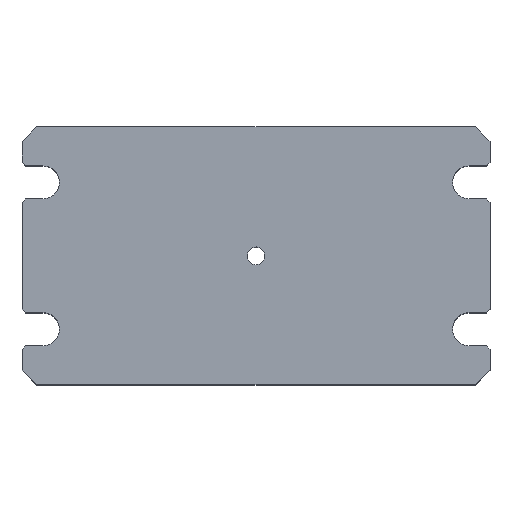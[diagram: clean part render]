
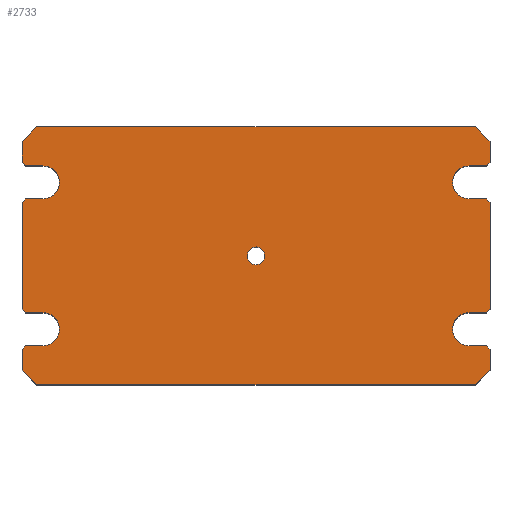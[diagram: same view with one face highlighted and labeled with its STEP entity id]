
A CAD part, top view. The second image highlights one B-rep face of the part: STEP entity #2733.
In plain terms, the highlighted planar face has unit normal (0, 0, 1).
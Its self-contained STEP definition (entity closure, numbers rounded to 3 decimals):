
#2200 = VERTEX_POINT('',#2201);
#2201 = CARTESIAN_POINT('',(62.5,-25.,34.));
#2207 = EDGE_CURVE('',#2200,#2208,#2210,.T.);
#2208 = VERTEX_POINT('',#2209);
#2209 = CARTESIAN_POINT('',(61.5,-24.,34.));
#2210 = LINE('',#2211,#2212);
#2211 = CARTESIAN_POINT('',(40.375,-2.875,34.));
#2212 = VECTOR('',#2213,1.);
#2213 = DIRECTION('',(-0.707,0.707,0.));
#2231 = EDGE_CURVE('',#2200,#2232,#2234,.T.);
#2232 = VERTEX_POINT('',#2233);
#2233 = CARTESIAN_POINT('',(62.5,-30.5,34.));
#2234 = LINE('',#2235,#2236);
#2235 = CARTESIAN_POINT('',(62.5,34.5,34.));
#2236 = VECTOR('',#2237,1.);
#2237 = DIRECTION('',(0.,-1.,0.));
#2255 = EDGE_CURVE('',#2208,#2256,#2258,.T.);
#2256 = VERTEX_POINT('',#2257);
#2257 = CARTESIAN_POINT('',(56.9,-24.,34.));
#2258 = LINE('',#2259,#2260);
#2259 = CARTESIAN_POINT('',(31.25,-24.,34.));
#2260 = VECTOR('',#2261,1.);
#2261 = DIRECTION('',(-1.,0.,0.));
#2279 = VERTEX_POINT('',#2280);
#2280 = CARTESIAN_POINT('',(58.5,-34.5,34.));
#2286 = EDGE_CURVE('',#2279,#2232,#2287,.T.);
#2287 = LINE('',#2288,#2289);
#2288 = CARTESIAN_POINT('',(53.5,-39.5,34.));
#2289 = VECTOR('',#2290,1.);
#2290 = DIRECTION('',(0.707,0.707,0.));
#2303 = EDGE_CURVE('',#2256,#2304,#2306,.T.);
#2304 = VERTEX_POINT('',#2305);
#2305 = CARTESIAN_POINT('',(56.9,-15.2,34.));
#2306 = CIRCLE('',#2307,4.4);
#2307 = AXIS2_PLACEMENT_3D('',#2308,#2309,#2310);
#2308 = CARTESIAN_POINT('',(56.9,-19.6,34.));
#2309 = DIRECTION('',(0.,0.,-1.));
#2310 = DIRECTION('',(-1.,0.,0.));
#2328 = EDGE_CURVE('',#2279,#2329,#2331,.T.);
#2329 = VERTEX_POINT('',#2330);
#2330 = CARTESIAN_POINT('',(-58.5,-34.5,34.));
#2331 = LINE('',#2332,#2333);
#2332 = CARTESIAN_POINT('',(62.5,-34.5,34.));
#2333 = VECTOR('',#2334,1.);
#2334 = DIRECTION('',(-1.,0.,0.));
#2384 = VERTEX_POINT('',#2385);
#2385 = CARTESIAN_POINT('',(61.5,-15.2,34.));
#2391 = EDGE_CURVE('',#2384,#2304,#2392,.T.);
#2392 = LINE('',#2393,#2394);
#2393 = CARTESIAN_POINT('',(31.25,-15.2,34.));
#2394 = VECTOR('',#2395,1.);
#2395 = DIRECTION('',(-1.,0.,0.));
#2432 = EDGE_CURVE('',#2384,#2433,#2435,.T.);
#2433 = VERTEX_POINT('',#2434);
#2434 = CARTESIAN_POINT('',(62.5,-14.2,34.));
#2435 = LINE('',#2436,#2437);
#2436 = CARTESIAN_POINT('',(50.175,-26.525,34.));
#2437 = VECTOR('',#2438,1.);
#2438 = DIRECTION('',(0.707,0.707,0.));
#2513 = VERTEX_POINT('',#2514);
#2514 = CARTESIAN_POINT('',(62.5,14.2,34.));
#2520 = EDGE_CURVE('',#2513,#2433,#2521,.T.);
#2521 = LINE('',#2522,#2523);
#2522 = CARTESIAN_POINT('',(62.5,34.5,34.));
#2523 = VECTOR('',#2524,1.);
#2524 = DIRECTION('',(0.,-1.,0.));
#2733 = ADVANCED_FACE('',(#2734,#2930),#2941,.F.);
#2734 = FACE_BOUND('',#2735,.F.);
#2735 = EDGE_LOOP('',(#2736,#2737,#2738,#2739,#2747,#2755,#2763,#2771,
    #2780,#2788,#2796,#2804,#2812,#2820,#2829,#2837,#2845,#2853,#2861,
    #2869,#2877,#2885,#2893,#2901,#2910,#2918,#2924,#2925,#2926,#2927,
    #2928,#2929));
#2736 = ORIENTED_EDGE('',*,*,#2231,.T.);
#2737 = ORIENTED_EDGE('',*,*,#2286,.F.);
#2738 = ORIENTED_EDGE('',*,*,#2328,.T.);
#2739 = ORIENTED_EDGE('',*,*,#2740,.F.);
#2740 = EDGE_CURVE('',#2741,#2329,#2743,.T.);
#2741 = VERTEX_POINT('',#2742);
#2742 = CARTESIAN_POINT('',(-62.5,-30.5,34.));
#2743 = LINE('',#2744,#2745);
#2744 = CARTESIAN_POINT('',(-53.5,-39.5,34.));
#2745 = VECTOR('',#2746,1.);
#2746 = DIRECTION('',(0.707,-0.707,-0.));
#2747 = ORIENTED_EDGE('',*,*,#2748,.T.);
#2748 = EDGE_CURVE('',#2741,#2749,#2751,.T.);
#2749 = VERTEX_POINT('',#2750);
#2750 = CARTESIAN_POINT('',(-62.5,-25.,34.));
#2751 = LINE('',#2752,#2753);
#2752 = CARTESIAN_POINT('',(-62.5,-34.5,34.));
#2753 = VECTOR('',#2754,1.);
#2754 = DIRECTION('',(0.,1.,0.));
#2755 = ORIENTED_EDGE('',*,*,#2756,.F.);
#2756 = EDGE_CURVE('',#2757,#2749,#2759,.T.);
#2757 = VERTEX_POINT('',#2758);
#2758 = CARTESIAN_POINT('',(-61.5,-24.,34.));
#2759 = LINE('',#2760,#2761);
#2760 = CARTESIAN_POINT('',(-40.375,-2.875,34.));
#2761 = VECTOR('',#2762,1.);
#2762 = DIRECTION('',(-0.707,-0.707,0.));
#2763 = ORIENTED_EDGE('',*,*,#2764,.T.);
#2764 = EDGE_CURVE('',#2757,#2765,#2767,.T.);
#2765 = VERTEX_POINT('',#2766);
#2766 = CARTESIAN_POINT('',(-56.9,-24.,34.));
#2767 = LINE('',#2768,#2769);
#2768 = CARTESIAN_POINT('',(-31.25,-24.,34.));
#2769 = VECTOR('',#2770,1.);
#2770 = DIRECTION('',(1.,0.,0.));
#2771 = ORIENTED_EDGE('',*,*,#2772,.F.);
#2772 = EDGE_CURVE('',#2773,#2765,#2775,.T.);
#2773 = VERTEX_POINT('',#2774);
#2774 = CARTESIAN_POINT('',(-56.9,-15.2,34.));
#2775 = CIRCLE('',#2776,4.4);
#2776 = AXIS2_PLACEMENT_3D('',#2777,#2778,#2779);
#2777 = CARTESIAN_POINT('',(-56.9,-19.6,34.));
#2778 = DIRECTION('',(0.,0.,-1.));
#2779 = DIRECTION('',(1.,0.,0.));
#2780 = ORIENTED_EDGE('',*,*,#2781,.F.);
#2781 = EDGE_CURVE('',#2782,#2773,#2784,.T.);
#2782 = VERTEX_POINT('',#2783);
#2783 = CARTESIAN_POINT('',(-61.5,-15.2,34.));
#2784 = LINE('',#2785,#2786);
#2785 = CARTESIAN_POINT('',(-31.25,-15.2,34.));
#2786 = VECTOR('',#2787,1.);
#2787 = DIRECTION('',(1.,0.,0.));
#2788 = ORIENTED_EDGE('',*,*,#2789,.F.);
#2789 = EDGE_CURVE('',#2790,#2782,#2792,.T.);
#2790 = VERTEX_POINT('',#2791);
#2791 = CARTESIAN_POINT('',(-62.5,-14.2,34.));
#2792 = LINE('',#2793,#2794);
#2793 = CARTESIAN_POINT('',(-50.175,-26.525,34.));
#2794 = VECTOR('',#2795,1.);
#2795 = DIRECTION('',(0.707,-0.707,-0.));
#2796 = ORIENTED_EDGE('',*,*,#2797,.T.);
#2797 = EDGE_CURVE('',#2790,#2798,#2800,.T.);
#2798 = VERTEX_POINT('',#2799);
#2799 = CARTESIAN_POINT('',(-62.5,14.2,34.));
#2800 = LINE('',#2801,#2802);
#2801 = CARTESIAN_POINT('',(-62.5,-34.5,34.));
#2802 = VECTOR('',#2803,1.);
#2803 = DIRECTION('',(0.,1.,0.));
#2804 = ORIENTED_EDGE('',*,*,#2805,.F.);
#2805 = EDGE_CURVE('',#2806,#2798,#2808,.T.);
#2806 = VERTEX_POINT('',#2807);
#2807 = CARTESIAN_POINT('',(-61.5,15.2,34.));
#2808 = LINE('',#2809,#2810);
#2809 = CARTESIAN_POINT('',(-50.175,26.525,34.));
#2810 = VECTOR('',#2811,1.);
#2811 = DIRECTION('',(-0.707,-0.707,0.));
#2812 = ORIENTED_EDGE('',*,*,#2813,.T.);
#2813 = EDGE_CURVE('',#2806,#2814,#2816,.T.);
#2814 = VERTEX_POINT('',#2815);
#2815 = CARTESIAN_POINT('',(-56.9,15.2,34.));
#2816 = LINE('',#2817,#2818);
#2817 = CARTESIAN_POINT('',(-31.25,15.2,34.));
#2818 = VECTOR('',#2819,1.);
#2819 = DIRECTION('',(1.,0.,0.));
#2820 = ORIENTED_EDGE('',*,*,#2821,.F.);
#2821 = EDGE_CURVE('',#2822,#2814,#2824,.T.);
#2822 = VERTEX_POINT('',#2823);
#2823 = CARTESIAN_POINT('',(-56.9,24.,34.));
#2824 = CIRCLE('',#2825,4.4);
#2825 = AXIS2_PLACEMENT_3D('',#2826,#2827,#2828);
#2826 = CARTESIAN_POINT('',(-56.9,19.6,34.));
#2827 = DIRECTION('',(0.,0.,-1.));
#2828 = DIRECTION('',(1.,0.,0.));
#2829 = ORIENTED_EDGE('',*,*,#2830,.F.);
#2830 = EDGE_CURVE('',#2831,#2822,#2833,.T.);
#2831 = VERTEX_POINT('',#2832);
#2832 = CARTESIAN_POINT('',(-61.5,24.,34.));
#2833 = LINE('',#2834,#2835);
#2834 = CARTESIAN_POINT('',(-31.25,24.,34.));
#2835 = VECTOR('',#2836,1.);
#2836 = DIRECTION('',(1.,0.,0.));
#2837 = ORIENTED_EDGE('',*,*,#2838,.F.);
#2838 = EDGE_CURVE('',#2839,#2831,#2841,.T.);
#2839 = VERTEX_POINT('',#2840);
#2840 = CARTESIAN_POINT('',(-62.5,25.,34.));
#2841 = LINE('',#2842,#2843);
#2842 = CARTESIAN_POINT('',(-40.375,2.875,34.));
#2843 = VECTOR('',#2844,1.);
#2844 = DIRECTION('',(0.707,-0.707,-0.));
#2845 = ORIENTED_EDGE('',*,*,#2846,.T.);
#2846 = EDGE_CURVE('',#2839,#2847,#2849,.T.);
#2847 = VERTEX_POINT('',#2848);
#2848 = CARTESIAN_POINT('',(-62.5,30.5,34.));
#2849 = LINE('',#2850,#2851);
#2850 = CARTESIAN_POINT('',(-62.5,-34.5,34.));
#2851 = VECTOR('',#2852,1.);
#2852 = DIRECTION('',(0.,1.,0.));
#2853 = ORIENTED_EDGE('',*,*,#2854,.T.);
#2854 = EDGE_CURVE('',#2847,#2855,#2857,.T.);
#2855 = VERTEX_POINT('',#2856);
#2856 = CARTESIAN_POINT('',(-58.5,34.5,34.));
#2857 = LINE('',#2858,#2859);
#2858 = CARTESIAN_POINT('',(-53.5,39.5,34.));
#2859 = VECTOR('',#2860,1.);
#2860 = DIRECTION('',(0.707,0.707,0.));
#2861 = ORIENTED_EDGE('',*,*,#2862,.T.);
#2862 = EDGE_CURVE('',#2855,#2863,#2865,.T.);
#2863 = VERTEX_POINT('',#2864);
#2864 = CARTESIAN_POINT('',(58.5,34.5,34.));
#2865 = LINE('',#2866,#2867);
#2866 = CARTESIAN_POINT('',(-62.5,34.5,34.));
#2867 = VECTOR('',#2868,1.);
#2868 = DIRECTION('',(1.,0.,0.));
#2869 = ORIENTED_EDGE('',*,*,#2870,.T.);
#2870 = EDGE_CURVE('',#2863,#2871,#2873,.T.);
#2871 = VERTEX_POINT('',#2872);
#2872 = CARTESIAN_POINT('',(62.5,30.5,34.));
#2873 = LINE('',#2874,#2875);
#2874 = CARTESIAN_POINT('',(53.5,39.5,34.));
#2875 = VECTOR('',#2876,1.);
#2876 = DIRECTION('',(0.707,-0.707,-0.));
#2877 = ORIENTED_EDGE('',*,*,#2878,.T.);
#2878 = EDGE_CURVE('',#2871,#2879,#2881,.T.);
#2879 = VERTEX_POINT('',#2880);
#2880 = CARTESIAN_POINT('',(62.5,25.,34.));
#2881 = LINE('',#2882,#2883);
#2882 = CARTESIAN_POINT('',(62.5,34.5,34.));
#2883 = VECTOR('',#2884,1.);
#2884 = DIRECTION('',(0.,-1.,0.));
#2885 = ORIENTED_EDGE('',*,*,#2886,.F.);
#2886 = EDGE_CURVE('',#2887,#2879,#2889,.T.);
#2887 = VERTEX_POINT('',#2888);
#2888 = CARTESIAN_POINT('',(61.5,24.,34.));
#2889 = LINE('',#2890,#2891);
#2890 = CARTESIAN_POINT('',(40.375,2.875,34.));
#2891 = VECTOR('',#2892,1.);
#2892 = DIRECTION('',(0.707,0.707,0.));
#2893 = ORIENTED_EDGE('',*,*,#2894,.T.);
#2894 = EDGE_CURVE('',#2887,#2895,#2897,.T.);
#2895 = VERTEX_POINT('',#2896);
#2896 = CARTESIAN_POINT('',(56.9,24.,34.));
#2897 = LINE('',#2898,#2899);
#2898 = CARTESIAN_POINT('',(31.25,24.,34.));
#2899 = VECTOR('',#2900,1.);
#2900 = DIRECTION('',(-1.,0.,0.));
#2901 = ORIENTED_EDGE('',*,*,#2902,.F.);
#2902 = EDGE_CURVE('',#2903,#2895,#2905,.T.);
#2903 = VERTEX_POINT('',#2904);
#2904 = CARTESIAN_POINT('',(56.9,15.2,34.));
#2905 = CIRCLE('',#2906,4.4);
#2906 = AXIS2_PLACEMENT_3D('',#2907,#2908,#2909);
#2907 = CARTESIAN_POINT('',(56.9,19.6,34.));
#2908 = DIRECTION('',(-0.,0.,-1.));
#2909 = DIRECTION('',(-1.,0.,0.));
#2910 = ORIENTED_EDGE('',*,*,#2911,.F.);
#2911 = EDGE_CURVE('',#2912,#2903,#2914,.T.);
#2912 = VERTEX_POINT('',#2913);
#2913 = CARTESIAN_POINT('',(61.5,15.2,34.));
#2914 = LINE('',#2915,#2916);
#2915 = CARTESIAN_POINT('',(31.25,15.2,34.));
#2916 = VECTOR('',#2917,1.);
#2917 = DIRECTION('',(-1.,0.,0.));
#2918 = ORIENTED_EDGE('',*,*,#2919,.F.);
#2919 = EDGE_CURVE('',#2513,#2912,#2920,.T.);
#2920 = LINE('',#2921,#2922);
#2921 = CARTESIAN_POINT('',(50.175,26.525,34.));
#2922 = VECTOR('',#2923,1.);
#2923 = DIRECTION('',(-0.707,0.707,0.));
#2924 = ORIENTED_EDGE('',*,*,#2520,.T.);
#2925 = ORIENTED_EDGE('',*,*,#2432,.F.);
#2926 = ORIENTED_EDGE('',*,*,#2391,.T.);
#2927 = ORIENTED_EDGE('',*,*,#2303,.F.);
#2928 = ORIENTED_EDGE('',*,*,#2255,.F.);
#2929 = ORIENTED_EDGE('',*,*,#2207,.F.);
#2930 = FACE_BOUND('',#2931,.F.);
#2931 = EDGE_LOOP('',(#2932));
#2932 = ORIENTED_EDGE('',*,*,#2933,.T.);
#2933 = EDGE_CURVE('',#2934,#2934,#2936,.T.);
#2934 = VERTEX_POINT('',#2935);
#2935 = CARTESIAN_POINT('',(-2.35,0.,34.));
#2936 = CIRCLE('',#2937,2.35);
#2937 = AXIS2_PLACEMENT_3D('',#2938,#2939,#2940);
#2938 = CARTESIAN_POINT('',(0.,0.,34.));
#2939 = DIRECTION('',(0.,0.,1.));
#2940 = DIRECTION('',(-1.,0.,0.));
#2941 = PLANE('',#2942);
#2942 = AXIS2_PLACEMENT_3D('',#2943,#2944,#2945);
#2943 = CARTESIAN_POINT('',(0.,0.,34.));
#2944 = DIRECTION('',(0.,0.,-1.));
#2945 = DIRECTION('',(-1.,0.,0.));
